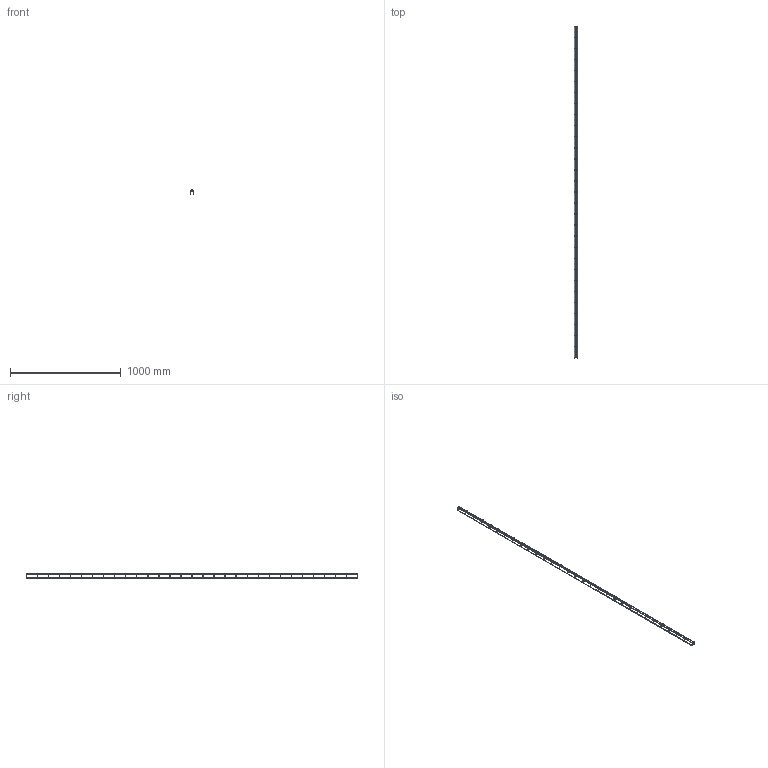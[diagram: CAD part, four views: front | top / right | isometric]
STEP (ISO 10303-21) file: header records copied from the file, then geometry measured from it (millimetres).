
FILE_DESCRIPTION((''),'2;1');
FILE_NAME('930111_PRT','2018-11-07T13:30:43',('tomasz.grudniewski'),(''),'CREO PARAMETRIC BY PTC INC, 2018260','CREO PARAMETRIC BY PTC INC, 2018260','');
FILE_SCHEMA(('CONFIG_CONTROL_DESIGN'));
Length unit declared in the file: millimetre
Products named in the file (1): 930111_PRT
Bounding box: 35 x 3004 x 37 mm (x, y, z)
Volume: 143832.4 mm3; surface area: 144524.6 mm2
Topology: 34 solids, 34 shells, 520 faces, 972 edges, 520 vertices
Faces by surface type: cylinder 192, bspline 124, torus 124, plane 68, cone 12
Entity records: 26896 total; most frequent: CARTESIAN_POINT 17264, ORIENTED_EDGE 1944, DIRECTION 1912, EDGE_CURVE 972, AXIS2_PLACEMENT_3D 792, VERTEX_POINT 520, EDGE_LOOP 520, FACE_OUTER_BOUND 520
